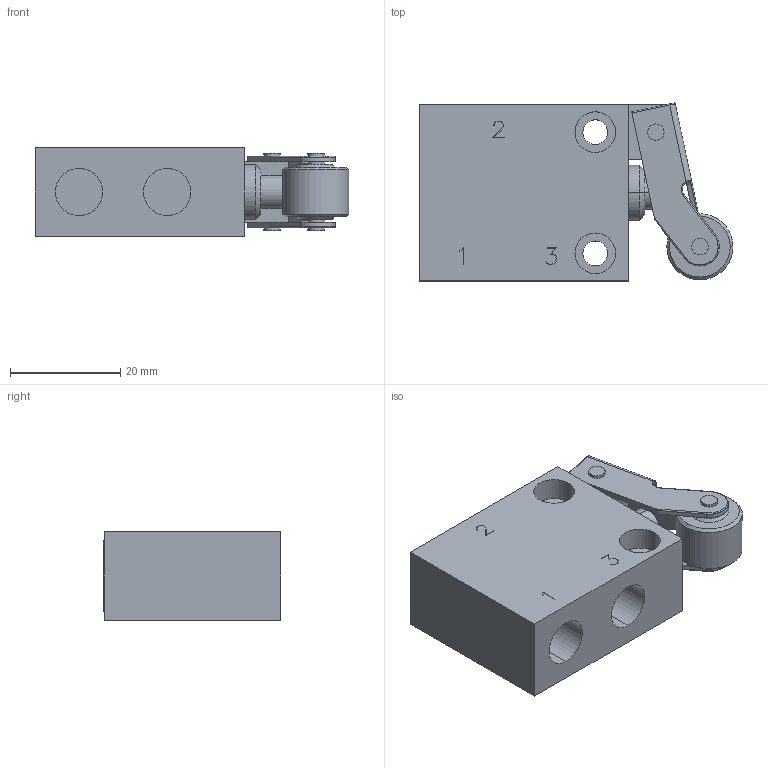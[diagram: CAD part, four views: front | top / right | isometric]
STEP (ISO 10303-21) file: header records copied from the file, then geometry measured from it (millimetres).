
FILE_DESCRIPTION(/* description */ ('VariCAD 2016-1.04 AP-214'),/* implementation_level */ '2;1');
FILE_NAME(/* name */ 'er_28_310.stp',/* time_stamp */ '2016-06-16T08:36:17+02:00',/* author */ (''),/* organization */ (''),/* preprocessor_version */ 'ST-DEVELOPER v14',/* originating_system */ 'VariCAD 2016-1.04; kernel version (20130303)',/* authorisation */ '');
FILE_SCHEMA (('AUTOMOTIVE_DESIGN'));
Length unit declared in the file: millimetre
Products named in the file (268): er_28_310
Assembly tree (267 placements, depth 2):
  er_28_310
    (unnamed)
    (unnamed)
    (unnamed)
    (unnamed)
    (unnamed)
    (unnamed)
    (unnamed)
    (unnamed)
    (unnamed)
    (unnamed)
    (unnamed)
    (unnamed)
    (unnamed)
    (unnamed)
    (unnamed)
    (unnamed)
    (unnamed)
    (unnamed)
    (unnamed)
    (unnamed)
    (unnamed)
    (unnamed)
    (unnamed)
    (unnamed)
    (unnamed)
    (unnamed)
    (unnamed)
    (unnamed)
    (unnamed)
    (unnamed)
    (unnamed)
    (unnamed)
    (unnamed)
    (unnamed)
    (unnamed)
    (unnamed)
    (unnamed)
    (unnamed)
    (unnamed)
    (unnamed)
    (unnamed)
    (unnamed)
    (unnamed)
    (unnamed)
    (unnamed)
    (unnamed)
    (unnamed)
    (unnamed)
    (unnamed)
    (unnamed)
    (unnamed)
    (unnamed)
    (unnamed)
    (unnamed)
    (unnamed)
    (unnamed)
    (unnamed)
    (unnamed)
    (unnamed)
Bounding box: 57 x 32.3 x 16 mm (x, y, z)
Surface area: 8149.7 mm2 (no closed solid volume)
Topology: 0 solids, 267 shells, 267 faces, 1382 edges, 1382 vertices
Faces by surface type: plane 187, cylinder 57, cone 10, torus 10, bspline 2, sphere 1
Entity records: 25062 total; most frequent: CARTESIAN_POINT 4491, DIRECTION 3740, ORIENTED_EDGE 1382, EDGE_CURVE 1382, VERTEX_POINT 1382, AXIS2_PLACEMENT_3D 1323, LINE 1094, VECTOR 1094
